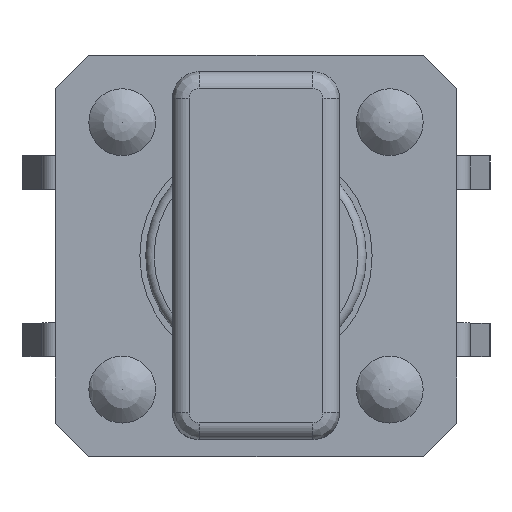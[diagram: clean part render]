
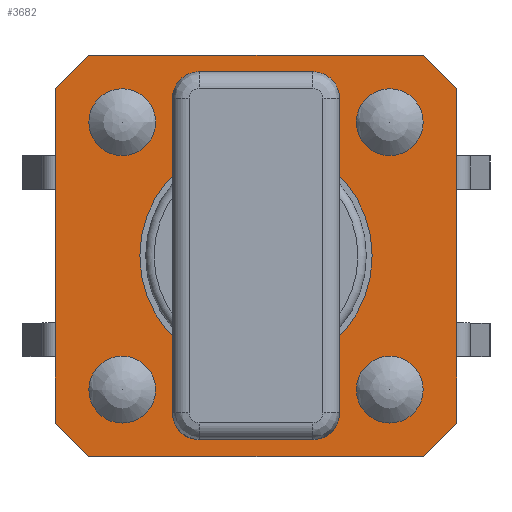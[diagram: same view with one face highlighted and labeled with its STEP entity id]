
A CAD part, top view. The second image highlights one B-rep face of the part: STEP entity #3682.
In plain terms, the highlighted planar face has unit normal (0, 0, 1).
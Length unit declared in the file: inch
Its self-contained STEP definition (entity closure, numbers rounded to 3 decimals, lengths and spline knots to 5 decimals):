
#2433=CARTESIAN_POINT('',(0.23622,-0.19685,0.15354));
#2434=VERTEX_POINT('',#2433);
#2435=CARTESIAN_POINT('',(0.19685,-0.23622,0.15354));
#2436=VERTEX_POINT('',#2435);
#2437=CARTESIAN_POINT('',(0.23622,-0.19685,0.15354));
#2438=DIRECTION('',(-0.707,-0.707,0.0));
#2439=VECTOR('',#2438,0.05568);
#2440=LINE('',#2437,#2439);
#2441=EDGE_CURVE('',#2434,#2436,#2440,.T.);
#2464=CARTESIAN_POINT('',(0.23622,0.19685,0.15354));
#2465=VERTEX_POINT('',#2464);
#2466=CARTESIAN_POINT('',(0.23622,0.19685,0.15354));
#2467=DIRECTION('',(0.0,-1.0,0.0));
#2468=VECTOR('',#2467,0.3937);
#2469=LINE('',#2466,#2468);
#2470=EDGE_CURVE('',#2465,#2434,#2469,.T.);
#2556=CARTESIAN_POINT('',(0.19685,0.23622,0.15354));
#2557=VERTEX_POINT('',#2556);
#2558=CARTESIAN_POINT('',(0.19685,0.23622,0.15354));
#2559=DIRECTION('',(0.707,-0.707,0.0));
#2560=VECTOR('',#2559,0.05568);
#2561=LINE('',#2558,#2560);
#2562=EDGE_CURVE('',#2557,#2465,#2561,.T.);
#2580=CARTESIAN_POINT('',(-0.19685,0.23622,0.15354));
#2581=VERTEX_POINT('',#2580);
#2582=CARTESIAN_POINT('',(-0.19685,0.23622,0.15354));
#2583=DIRECTION('',(1.0,0.0,0.0));
#2584=VECTOR('',#2583,0.3937);
#2585=LINE('',#2582,#2584);
#2586=EDGE_CURVE('',#2581,#2557,#2585,.T.);
#2604=CARTESIAN_POINT('',(-0.23622,0.19685,0.15354));
#2605=VERTEX_POINT('',#2604);
#2606=CARTESIAN_POINT('',(-0.23622,0.19685,0.15354));
#2607=DIRECTION('',(0.707,0.707,0.0));
#2608=VECTOR('',#2607,0.05568);
#2609=LINE('',#2606,#2608);
#2610=EDGE_CURVE('',#2605,#2581,#2609,.T.);
#2628=CARTESIAN_POINT('',(-0.23622,-0.19685,0.15354));
#2629=VERTEX_POINT('',#2628);
#2630=CARTESIAN_POINT('',(-0.23622,-0.19685,0.15354));
#2631=DIRECTION('',(0.0,1.0,0.0));
#2632=VECTOR('',#2631,0.3937);
#2633=LINE('',#2630,#2632);
#2634=EDGE_CURVE('',#2629,#2605,#2633,.T.);
#2720=CARTESIAN_POINT('',(-0.19685,-0.23622,0.15354));
#2721=VERTEX_POINT('',#2720);
#2722=CARTESIAN_POINT('',(-0.19685,-0.23622,0.15354));
#2723=DIRECTION('',(-0.707,0.707,0.0));
#2724=VECTOR('',#2723,0.05568);
#2725=LINE('',#2722,#2724);
#2726=EDGE_CURVE('',#2721,#2629,#2725,.T.);
#2744=CARTESIAN_POINT('',(0.19685,-0.23622,0.15354));
#2745=DIRECTION('',(-1.0,0.0,0.0));
#2746=VECTOR('',#2745,0.3937);
#2747=LINE('',#2744,#2746);
#2748=EDGE_CURVE('',#2436,#2721,#2747,.T.);
#3612=CARTESIAN_POINT('',(0.25984,0.25984,0.15354));
#3613=DIRECTION('',(0.0,0.0,1.0));
#3614=DIRECTION('',(1.0,0.0,0.0));
#3615=AXIS2_PLACEMENT_3D('',#3612,#3613,#3614);
#3616=PLANE('',#3615);
#3617=ORIENTED_EDGE('',*,*,#2748,.F.);
#3618=ORIENTED_EDGE('',*,*,#2441,.F.);
#3619=ORIENTED_EDGE('',*,*,#2470,.F.);
#3620=ORIENTED_EDGE('',*,*,#2562,.F.);
#3621=ORIENTED_EDGE('',*,*,#2586,.F.);
#3622=ORIENTED_EDGE('',*,*,#2610,.F.);
#3623=ORIENTED_EDGE('',*,*,#2634,.F.);
#3624=ORIENTED_EDGE('',*,*,#2726,.F.);
#3625=EDGE_LOOP('',(#3617,#3618,#3619,#3620,#3621,#3622,#3623,#3624));
#3626=FACE_OUTER_BOUND('',#3625,.T.);
#3627=CARTESIAN_POINT('',(0.11811,0.15748,0.15354));
#3628=VERTEX_POINT('',#3627);
#3629=CARTESIAN_POINT('',(0.15748,0.15748,0.15354));
#3630=DIRECTION('',(0.0,0.0,1.0));
#3631=DIRECTION('',(-1.0,0.0,0.0));
#3632=AXIS2_PLACEMENT_3D('',#3629,#3630,#3631);
#3633=CIRCLE('',#3632,0.03937);
#3634=EDGE_CURVE('',#3628,#3628,#3633,.T.);
#3635=ORIENTED_EDGE('',*,*,#3634,.F.);
#3636=EDGE_LOOP('',(#3635));
#3637=FACE_BOUND('',#3636,.T.);
#3638=CARTESIAN_POINT('',(-0.11811,0.15748,0.15354));
#3639=VERTEX_POINT('',#3638);
#3640=CARTESIAN_POINT('',(-0.15748,0.15748,0.15354));
#3641=DIRECTION('',(0.0,0.0,-1.0));
#3642=DIRECTION('',(1.0,0.0,0.0));
#3643=AXIS2_PLACEMENT_3D('',#3640,#3641,#3642);
#3644=CIRCLE('',#3643,0.03937);
#3645=EDGE_CURVE('',#3639,#3639,#3644,.T.);
#3646=ORIENTED_EDGE('',*,*,#3645,.T.);
#3647=EDGE_LOOP('',(#3646));
#3648=FACE_BOUND('',#3647,.T.);
#3649=CARTESIAN_POINT('',(-0.19685,-0.15748,0.15354));
#3650=VERTEX_POINT('',#3649);
#3651=CARTESIAN_POINT('',(-0.15748,-0.15748,0.15354));
#3652=DIRECTION('',(0.0,0.0,1.0));
#3653=DIRECTION('',(-1.0,0.0,0.0));
#3654=AXIS2_PLACEMENT_3D('',#3651,#3652,#3653);
#3655=CIRCLE('',#3654,0.03937);
#3656=EDGE_CURVE('',#3650,#3650,#3655,.T.);
#3657=ORIENTED_EDGE('',*,*,#3656,.F.);
#3658=EDGE_LOOP('',(#3657));
#3659=FACE_BOUND('',#3658,.T.);
#3660=CARTESIAN_POINT('',(0.11811,-0.15748,0.15354));
#3661=VERTEX_POINT('',#3660);
#3662=CARTESIAN_POINT('',(0.15748,-0.15748,0.15354));
#3663=DIRECTION('',(0.0,0.0,1.0));
#3664=DIRECTION('',(-1.0,0.0,0.0));
#3665=AXIS2_PLACEMENT_3D('',#3662,#3663,#3664);
#3666=CIRCLE('',#3665,0.03937);
#3667=EDGE_CURVE('',#3661,#3661,#3666,.T.);
#3668=ORIENTED_EDGE('',*,*,#3667,.F.);
#3669=EDGE_LOOP('',(#3668));
#3670=FACE_BOUND('',#3669,.T.);
#3671=CARTESIAN_POINT('',(0.13681,0.,0.15354));
#3672=VERTEX_POINT('',#3671);
#3673=CARTESIAN_POINT('',(0.,0.,0.15354));
#3674=DIRECTION('',(0.0,0.0,-1.0));
#3675=DIRECTION('',(-1.0,0.0,0.0));
#3676=AXIS2_PLACEMENT_3D('',#3673,#3674,#3675);
#3677=CIRCLE('',#3676,0.13681);
#3678=EDGE_CURVE('',#3672,#3672,#3677,.T.);
#3679=ORIENTED_EDGE('',*,*,#3678,.T.);
#3680=EDGE_LOOP('',(#3679));
#3681=FACE_BOUND('',#3680,.T.);
#3682=ADVANCED_FACE('',(#3626,#3637,#3648,#3659,#3670,#3681),#3616,.T.);
